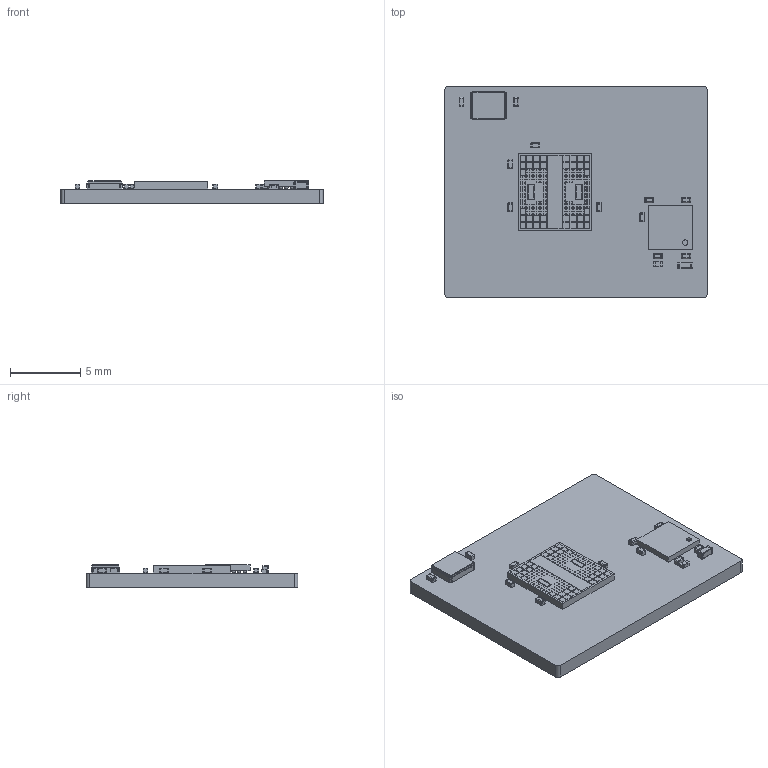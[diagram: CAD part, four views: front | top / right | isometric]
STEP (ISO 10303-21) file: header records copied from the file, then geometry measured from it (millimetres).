
FILE_DESCRIPTION(('Open CASCADE Model'),'2;1');
FILE_NAME('Open CASCADE Shape Model','2022-11-10T16:08:02',('Author'),( 'Open CASCADE'),'Open CASCADE STEP processor 7.5','Open CASCADE 7.5' ,'Unknown');
FILE_SCHEMA(('AUTOMOTIVE_DESIGN { 1 0 10303 214 1 1 1 1 }'));
Length unit declared in the file: millimetre
Products named in the file (68): PCB; Board; Open CASCADE STEP translator 7.5 2.1.1; C3; 6313091648; Terminal; Open CASCADE STEP translator 6.8 11.1.1; Open CASCADE STEP translator 6.8 11.1.2; Mid_Body; Open CASCADE STEP translator 6.8 11.2.1; R1; 6339297792; Extruded; 6339297552; C8; 6313091408; C11; C12; U1; 6313091568; Open CASCADE STEP translator 6.8 4.1; Body; Open CASCADE STEP translator 6.8 4.2.1; ball; C7; 6313093648; Open CASCADE STEP translator 6.8 26.1.1; Open CASCADE STEP translator 6.8 26.1.2; Open CASCADE STEP translator 6.8 26.2.1; C1; C2; C4; 6313093888; U2; A111_dark v1; Usersanton.evertssonDownloadsM122_PB8_V2; AP111_MODEL; X1; ECS-240-10-36B-7KM-TR; C9 ...
Assembly tree (122 placements, depth 5):
  PCB
    Board
      Open CASCADE STEP translator 7.5 2.1.1
    C3
      6313091648
        Terminal
          Open CASCADE STEP translator 6.8 11.1.1
          Open CASCADE STEP translator 6.8 11.1.2
        Mid_Body
          Open CASCADE STEP translator 6.8 11.2.1
    R1
      6339297792  x2
        Extruded
      6339297552
        Extruded
    C8
      6313091408
        Terminal
          Open CASCADE STEP translator 6.8 11.1.1
          Open CASCADE STEP translator 6.8 11.1.2
        Mid_Body
          Open CASCADE STEP translator 6.8 11.2.1
    C11
      6313091648
        Terminal
          Open CASCADE STEP translator 6.8 11.1.1
          Open CASCADE STEP translator 6.8 11.1.2
        Mid_Body
          Open CASCADE STEP translator 6.8 11.2.1
    C12
      6313091408
        Terminal
          Open CASCADE STEP translator 6.8 11.1.1
          Open CASCADE STEP translator 6.8 11.1.2
        Mid_Body
          Open CASCADE STEP translator 6.8 11.2.1
    U1
      6313091568
        Open CASCADE STEP translator 6.8 4.1
        Body
          Open CASCADE STEP translator 6.8 4.2.1
        ball  x49
    C7
      6313093648
        Terminal
          Open CASCADE STEP translator 6.8 26.1.1
          Open CASCADE STEP translator 6.8 26.1.2
        Mid_Body
          Open CASCADE STEP translator 6.8 26.2.1
    C1
      6313091648
        Terminal
          Open CASCADE STEP translator 6.8 11.1.1
          Open CASCADE STEP translator 6.8 11.1.2
        Mid_Body
          Open CASCADE STEP translator 6.8 11.2.1
    C2
      6313091648
        Terminal
          Open CASCADE STEP translator 6.8 11.1.1
Bounding box: 18.6 x 15 x 1.63 mm (x, y, z)
Volume: 309.3 mm3; surface area: 830.9 mm2
Topology: 267 solids, 268 shells, 1776 faces, 3823 edges, 2389 vertices
Faces by surface type: plane 1350, cylinder 281, sphere 145
Full cylindrical faces by diameter (mm): 0.393 x1
Entity records: 40289 total; most frequent: CARTESIAN_POINT 6509, DIRECTION 6453, ORIENTED_EDGE 5983, EDGE_CURVE 2992, LINE 2669, VECTOR 2669, VERTEX_POINT 1948, AXIS2_PLACEMENT_3D 1892
